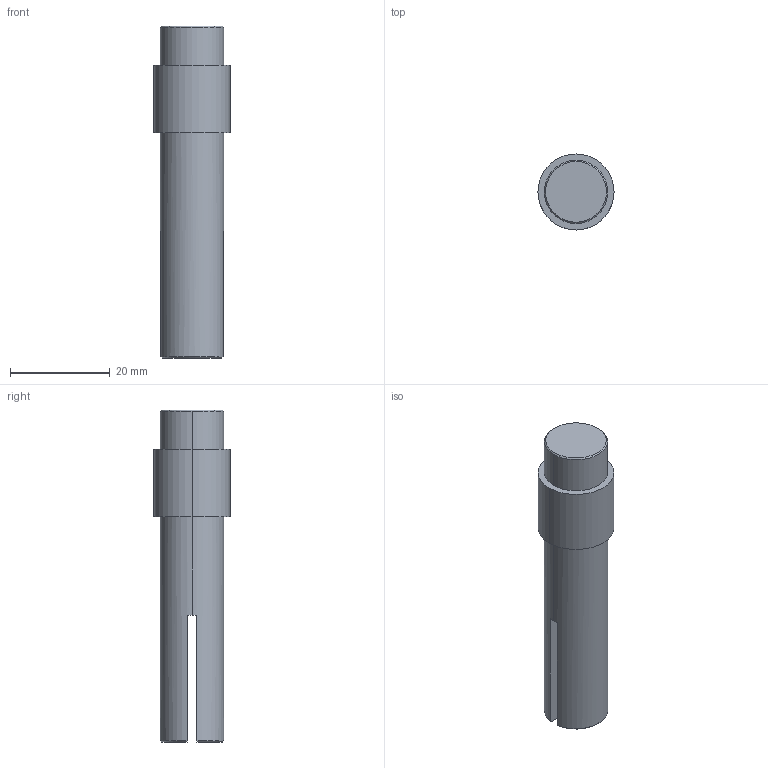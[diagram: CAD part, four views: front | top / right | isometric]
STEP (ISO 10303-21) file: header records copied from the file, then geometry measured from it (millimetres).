
FILE_DESCRIPTION (( 'STEP AP214' ), '1' );
FILE_NAME ('am-3018a 12T CIM Shaft.STEP', '2015-12-21T18:13:04', ( '' ), ( '' ), 'SwSTEP 2.0', 'SolidWorks 2014', '' );
FILE_SCHEMA (( 'AUTOMOTIVE_DESIGN' ));
Length unit declared in the file: inch
Products named in the file (1): am-3018a 12T CIM Shaft
Bounding box: 15.24 x 15.24 x 66.55 mm (x, y, z)
Volume: 7275.9 mm3; surface area: 3977.8 mm2
Topology: 1 solids, 1 shells, 26 faces, 64 edges, 42 vertices
Faces by surface type: plane 12, cylinder 8, cone 6
Entity records: 830 total; most frequent: CARTESIAN_POINT 157, DIRECTION 140, ORIENTED_EDGE 128, EDGE_CURVE 64, AXIS2_PLACEMENT_3D 57, VERTEX_POINT 42, CIRCLE 30, EDGE_LOOP 28
